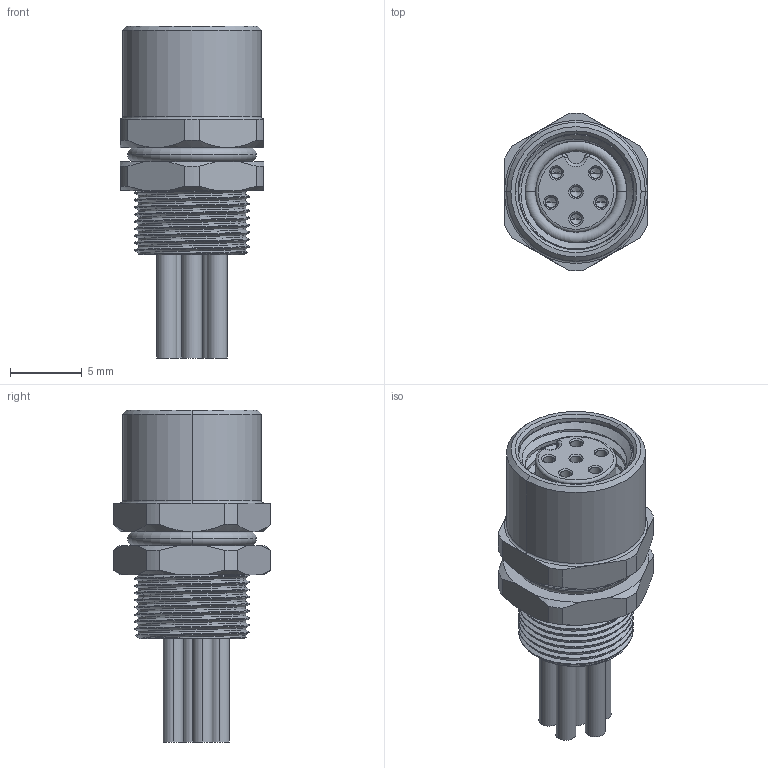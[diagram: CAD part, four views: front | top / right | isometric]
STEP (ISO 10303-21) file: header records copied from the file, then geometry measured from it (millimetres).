
FILE_DESCRIPTION((''),'2;1');
FILE_NAME('6P-K16','2025-09-09T',('gongcheng16'),(''),'PRO/ENGINEER BY PARAMETRIC TECHNOLOGY CORPORATION, 2010280','PRO/ENGINEER BY PARAMETRIC TECHNOLOGY CORPORATION, 2010280','');
FILE_SCHEMA(('CONFIG_CONTROL_DESIGN'));
Length unit declared in the file: millimetre
Products named in the file (1): 6P-K16
Bounding box: 10 x 10.99 x 23.2 mm (x, y, z)
Volume: 236.8 mm3; surface area: 2847.8 mm2
Topology: 1 solids, 18 shells, 597 faces, 1423 edges, 885 vertices
Faces by surface type: cylinder 236, plane 175, cone 132, torus 28, bspline 26
Entity records: 24141 total; most frequent: CARTESIAN_POINT 10310, DIRECTION 2969, ORIENTED_EDGE 2798, EDGE_CURVE 1399, AXIS2_PLACEMENT_3D 1200, VERTEX_POINT 885, EDGE_LOOP 676, CIRCLE 628
